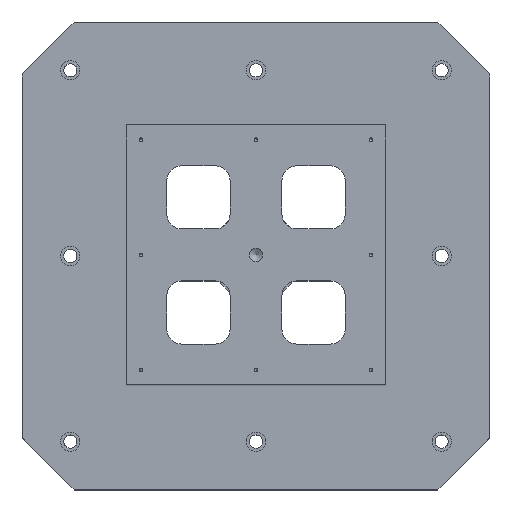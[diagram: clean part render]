
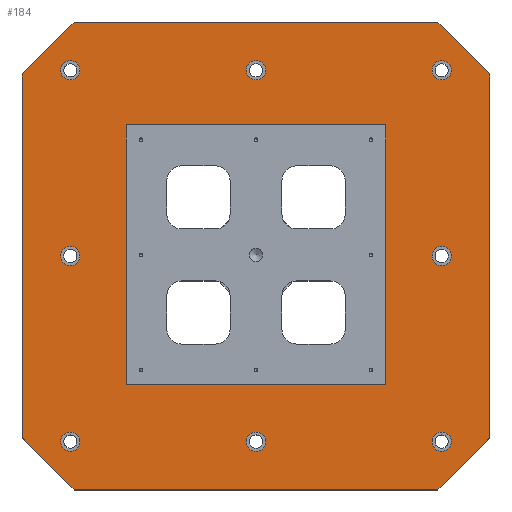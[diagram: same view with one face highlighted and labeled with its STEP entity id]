
A CAD part, top view. The second image highlights one B-rep face of the part: STEP entity #184.
In plain terms, the highlighted planar face has unit normal (0, 0, 1).
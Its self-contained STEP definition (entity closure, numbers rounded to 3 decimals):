
#184 = ADVANCED_FACE( '', ( #609, #610, #611, #612, #613, #614, #615, #616, #617, #618 ), #619, .F. );
#609 = FACE_BOUND( '', #1320, .T. );
#610 = FACE_BOUND( '', #1321, .T. );
#611 = FACE_BOUND( '', #1322, .T. );
#612 = FACE_BOUND( '', #1323, .T. );
#613 = FACE_BOUND( '', #1324, .T. );
#614 = FACE_BOUND( '', #1325, .T. );
#615 = FACE_BOUND( '', #1326, .T. );
#616 = FACE_BOUND( '', #1327, .T. );
#617 = FACE_OUTER_BOUND( '', #1328, .T. );
#618 = FACE_BOUND( '', #1329, .T. );
#619 = PLANE( '', #1330 );
#1320 = EDGE_LOOP( '', ( #2600 ) );
#1321 = EDGE_LOOP( '', ( #2601 ) );
#1322 = EDGE_LOOP( '', ( #2602 ) );
#1323 = EDGE_LOOP( '', ( #2603 ) );
#1324 = EDGE_LOOP( '', ( #2604 ) );
#1325 = EDGE_LOOP( '', ( #2605 ) );
#1326 = EDGE_LOOP( '', ( #2606 ) );
#1327 = EDGE_LOOP( '', ( #2607 ) );
#1328 = EDGE_LOOP( '', ( #2608, #2609, #2610, #2611, #2612, #2613, #2614, #2615 ) );
#1329 = EDGE_LOOP( '', ( #2616, #2617, #2618, #2619 ) );
#1330 = AXIS2_PLACEMENT_3D( '', #2620, #2621, #2622 );
#2600 = ORIENTED_EDGE( '', *, *, #4565, .T. );
#2601 = ORIENTED_EDGE( '', *, *, #4566, .T. );
#2602 = ORIENTED_EDGE( '', *, *, #4567, .T. );
#2603 = ORIENTED_EDGE( '', *, *, #4568, .T. );
#2604 = ORIENTED_EDGE( '', *, *, #4569, .T. );
#2605 = ORIENTED_EDGE( '', *, *, #4570, .T. );
#2606 = ORIENTED_EDGE( '', *, *, #4571, .T. );
#2607 = ORIENTED_EDGE( '', *, *, #4572, .T. );
#2608 = ORIENTED_EDGE( '', *, *, #4564, .T. );
#2609 = ORIENTED_EDGE( '', *, *, #4333, .T. );
#2610 = ORIENTED_EDGE( '', *, *, #4573, .T. );
#2611 = ORIENTED_EDGE( '', *, *, #4240, .T. );
#2612 = ORIENTED_EDGE( '', *, *, #4574, .T. );
#2613 = ORIENTED_EDGE( '', *, *, #4351, .T. );
#2614 = ORIENTED_EDGE( '', *, *, #4575, .T. );
#2615 = ORIENTED_EDGE( '', *, *, #4347, .T. );
#2616 = ORIENTED_EDGE( '', *, *, #4576, .F. );
#2617 = ORIENTED_EDGE( '', *, *, #4577, .F. );
#2618 = ORIENTED_EDGE( '', *, *, #4578, .F. );
#2619 = ORIENTED_EDGE( '', *, *, #4579, .F. );
#2620 = CARTESIAN_POINT( '', ( -315., 315., 50. ) );
#2621 = DIRECTION( '', ( 0., 0., -1. ) );
#2622 = DIRECTION( '', ( -1., 0., 0. ) );
#4240 = EDGE_CURVE( '', #4998, #4999, #5000, .F. );
#4333 = EDGE_CURVE( '', #5169, #5170, #5171, .F. );
#4347 = EDGE_CURVE( '', #5192, #5193, #5194, .F. );
#4351 = EDGE_CURVE( '', #5200, #5201, #5202, .F. );
#4564 = EDGE_CURVE( '', #5193, #5169, #5545, .T. );
#4565 = EDGE_CURVE( '', #5546, #5546, #5547, .T. );
#4566 = EDGE_CURVE( '', #5548, #5548, #5549, .T. );
#4567 = EDGE_CURVE( '', #5550, #5550, #5551, .T. );
#4568 = EDGE_CURVE( '', #5552, #5552, #5553, .T. );
#4569 = EDGE_CURVE( '', #5554, #5554, #5555, .T. );
#4570 = EDGE_CURVE( '', #5556, #5556, #5557, .T. );
#4571 = EDGE_CURVE( '', #5558, #5558, #5559, .T. );
#4572 = EDGE_CURVE( '', #5560, #5560, #5561, .T. );
#4573 = EDGE_CURVE( '', #5170, #4998, #5562, .T. );
#4574 = EDGE_CURVE( '', #4999, #5200, #5563, .T. );
#4575 = EDGE_CURVE( '', #5201, #5192, #5564, .T. );
#4576 = EDGE_CURVE( '', #5565, #5566, #5567, .T. );
#4577 = EDGE_CURVE( '', #5568, #5565, #5569, .T. );
#4578 = EDGE_CURVE( '', #5570, #5568, #5571, .T. );
#4579 = EDGE_CURVE( '', #5566, #5570, #5572, .T. );
#4998 = VERTEX_POINT( '', #6216 );
#4999 = VERTEX_POINT( '', #6217 );
#5000 = LINE( '', #6218, #6219 );
#5169 = VERTEX_POINT( '', #6681 );
#5170 = VERTEX_POINT( '', #6682 );
#5171 = LINE( '', #6683, #6684 );
#5192 = VERTEX_POINT( '', #6713 );
#5193 = VERTEX_POINT( '', #6714 );
#5194 = LINE( '', #6715, #6716 );
#5200 = VERTEX_POINT( '', #6725 );
#5201 = VERTEX_POINT( '', #6726 );
#5202 = LINE( '', #6727, #6728 );
#5545 = LINE( '', #7952, #7953 );
#5546 = VERTEX_POINT( '', #7954 );
#5547 = CIRCLE( '', #7955, 13. );
#5548 = VERTEX_POINT( '', #7956 );
#5549 = CIRCLE( '', #7957, 13. );
#5550 = VERTEX_POINT( '', #7958 );
#5551 = CIRCLE( '', #7959, 13. );
#5552 = VERTEX_POINT( '', #7960 );
#5553 = CIRCLE( '', #7961, 13. );
#5554 = VERTEX_POINT( '', #7962 );
#5555 = CIRCLE( '', #7963, 13. );
#5556 = VERTEX_POINT( '', #7964 );
#5557 = CIRCLE( '', #7965, 13. );
#5558 = VERTEX_POINT( '', #7966 );
#5559 = CIRCLE( '', #7967, 13. );
#5560 = VERTEX_POINT( '', #7968 );
#5561 = CIRCLE( '', #7969, 13. );
#5562 = LINE( '', #7970, #7971 );
#5563 = LINE( '', #7972, #7973 );
#5564 = LINE( '', #7974, #7975 );
#5565 = VERTEX_POINT( '', #7976 );
#5566 = VERTEX_POINT( '', #7977 );
#5567 = LINE( '', #7978, #7979 );
#5568 = VERTEX_POINT( '', #7980 );
#5569 = LINE( '', #7981, #7982 );
#5570 = VERTEX_POINT( '', #7983 );
#5571 = LINE( '', #7984, #7985 );
#5572 = LINE( '', #7986, #7987 );
#6216 = CARTESIAN_POINT( '', ( -315., -245., 50. ) );
#6217 = CARTESIAN_POINT( '', ( -245., -315., 50. ) );
#6218 = CARTESIAN_POINT( '', ( -245., -315., 50. ) );
#6219 = VECTOR( '', #8840, 1000. );
#6681 = CARTESIAN_POINT( '', ( -245., 315., 50. ) );
#6682 = CARTESIAN_POINT( '', ( -315., 245., 50. ) );
#6683 = CARTESIAN_POINT( '', ( -315., 245., 50. ) );
#6684 = VECTOR( '', #8968, 1000. );
#6713 = CARTESIAN_POINT( '', ( 315., 245., 50. ) );
#6714 = CARTESIAN_POINT( '', ( 245., 315., 50. ) );
#6715 = CARTESIAN_POINT( '', ( 245., 315., 50. ) );
#6716 = VECTOR( '', #8992, 1000. );
#6725 = CARTESIAN_POINT( '', ( 245., -315., 50. ) );
#6726 = CARTESIAN_POINT( '', ( 315., -245., 50. ) );
#6727 = CARTESIAN_POINT( '', ( 315., -245., 50. ) );
#6728 = VECTOR( '', #8996, 1000. );
#7952 = CARTESIAN_POINT( '', ( 315., 315., 50. ) );
#7953 = VECTOR( '', #9388, 1000. );
#7954 = CARTESIAN_POINT( '', ( -250., -263., 50. ) );
#7955 = AXIS2_PLACEMENT_3D( '', #9389, #9390, #9391 );
#7956 = CARTESIAN_POINT( '', ( -250., 237., 50. ) );
#7957 = AXIS2_PLACEMENT_3D( '', #9392, #9393, #9394 );
#7958 = CARTESIAN_POINT( '', ( 0., -263., 50. ) );
#7959 = AXIS2_PLACEMENT_3D( '', #9395, #9396, #9397 );
#7960 = CARTESIAN_POINT( '', ( 250., -263., 50. ) );
#7961 = AXIS2_PLACEMENT_3D( '', #9398, #9399, #9400 );
#7962 = CARTESIAN_POINT( '', ( 250., -13., 50. ) );
#7963 = AXIS2_PLACEMENT_3D( '', #9401, #9402, #9403 );
#7964 = CARTESIAN_POINT( '', ( 250., 237., 50. ) );
#7965 = AXIS2_PLACEMENT_3D( '', #9404, #9405, #9406 );
#7966 = CARTESIAN_POINT( '', ( 0., 237., 50. ) );
#7967 = AXIS2_PLACEMENT_3D( '', #9407, #9408, #9409 );
#7968 = CARTESIAN_POINT( '', ( -250., -13., 50. ) );
#7969 = AXIS2_PLACEMENT_3D( '', #9410, #9411, #9412 );
#7970 = CARTESIAN_POINT( '', ( -315., 315., 50. ) );
#7971 = VECTOR( '', #9413, 1000. );
#7972 = CARTESIAN_POINT( '', ( -315., -315., 50. ) );
#7973 = VECTOR( '', #9414, 1000. );
#7974 = CARTESIAN_POINT( '', ( 315., -315., 50. ) );
#7975 = VECTOR( '', #9415, 1000. );
#7976 = CARTESIAN_POINT( '', ( -175., 175., 50. ) );
#7977 = CARTESIAN_POINT( '', ( -175., -175., 50. ) );
#7978 = CARTESIAN_POINT( '', ( -175., 315., 50. ) );
#7979 = VECTOR( '', #9416, 1000. );
#7980 = CARTESIAN_POINT( '', ( 175., 175., 50. ) );
#7981 = CARTESIAN_POINT( '', ( -315., 175., 50. ) );
#7982 = VECTOR( '', #9417, 1000. );
#7983 = CARTESIAN_POINT( '', ( 175., -175., 50. ) );
#7984 = CARTESIAN_POINT( '', ( 175., 315., 50. ) );
#7985 = VECTOR( '', #9418, 1000. );
#7986 = CARTESIAN_POINT( '', ( -315., -175., 50. ) );
#7987 = VECTOR( '', #9419, 1000. );
#8840 = DIRECTION( '', ( -0.707, 0.707, 0. ) );
#8968 = DIRECTION( '', ( 0.707, 0.707, 0. ) );
#8992 = DIRECTION( '', ( 0.707, -0.707, 0. ) );
#8996 = DIRECTION( '', ( -0.707, -0.707, 0. ) );
#9388 = DIRECTION( '', ( -1., 0., 0. ) );
#9389 = CARTESIAN_POINT( '', ( -250., -250., 50. ) );
#9390 = DIRECTION( '', ( 0., 0., -1. ) );
#9391 = DIRECTION( '', ( 0., -1., 0. ) );
#9392 = CARTESIAN_POINT( '', ( -250., 250., 50. ) );
#9393 = DIRECTION( '', ( 0., 0., -1. ) );
#9394 = DIRECTION( '', ( 0., -1., 0. ) );
#9395 = CARTESIAN_POINT( '', ( 0., -250., 50. ) );
#9396 = DIRECTION( '', ( 0., 0., -1. ) );
#9397 = DIRECTION( '', ( 0., -1., 0. ) );
#9398 = CARTESIAN_POINT( '', ( 250., -250., 50. ) );
#9399 = DIRECTION( '', ( 0., 0., -1. ) );
#9400 = DIRECTION( '', ( 0., -1., 0. ) );
#9401 = CARTESIAN_POINT( '', ( 250., 0., 50. ) );
#9402 = DIRECTION( '', ( 0., 0., -1. ) );
#9403 = DIRECTION( '', ( 0., -1., 0. ) );
#9404 = CARTESIAN_POINT( '', ( 250., 250., 50. ) );
#9405 = DIRECTION( '', ( 0., 0., -1. ) );
#9406 = DIRECTION( '', ( 0., -1., 0. ) );
#9407 = CARTESIAN_POINT( '', ( 0., 250., 50. ) );
#9408 = DIRECTION( '', ( 0., 0., -1. ) );
#9409 = DIRECTION( '', ( 0., -1., 0. ) );
#9410 = CARTESIAN_POINT( '', ( -250., 0., 50. ) );
#9411 = DIRECTION( '', ( 0., 0., -1. ) );
#9412 = DIRECTION( '', ( 0., -1., 0. ) );
#9413 = DIRECTION( '', ( 0., -1., 0. ) );
#9414 = DIRECTION( '', ( 1., 0., 0. ) );
#9415 = DIRECTION( '', ( 0., 1., 0. ) );
#9416 = DIRECTION( '', ( 0., -1., 0. ) );
#9417 = DIRECTION( '', ( -1., 0., 0. ) );
#9418 = DIRECTION( '', ( 0., 1., 0. ) );
#9419 = DIRECTION( '', ( 1., 0., 0. ) );
